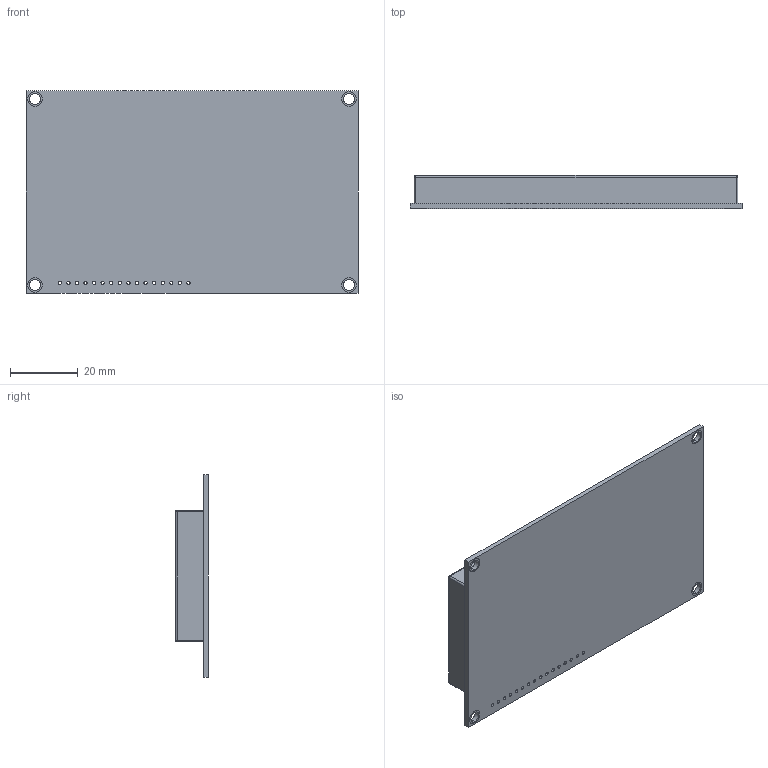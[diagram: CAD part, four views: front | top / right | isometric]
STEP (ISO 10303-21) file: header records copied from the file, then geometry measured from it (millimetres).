
FILE_DESCRIPTION (( 'STEP AP214' ), '1' );
FILE_NAME ('20X4LCD JHD204A.STEP', '2016-02-28T00:35:00', ( '' ), ( '' ), 'SwSTEP 2.0', 'SolidWorks 2015', '' );
FILE_SCHEMA (( 'AUTOMOTIVE_DESIGN' ));
Length unit declared in the file: millimetre
Products named in the file (1): 20X4LCD JHD204A
Bounding box: 98.3 x 9.76 x 60 mm (x, y, z)
Volume: 37584.1 mm3; surface area: 22327 mm2
Topology: 6 solids, 6 shells, 123 faces, 342 edges, 232 vertices
Faces by surface type: cylinder 68, plane 51, sphere 4
Entity records: 4376 total; most frequent: DIRECTION 737, CARTESIAN_POINT 694, ORIENTED_EDGE 676, EDGE_CURVE 338, AXIS2_PLACEMENT_3D 275, VERTEX_POINT 232, LINE 187, VECTOR 187
